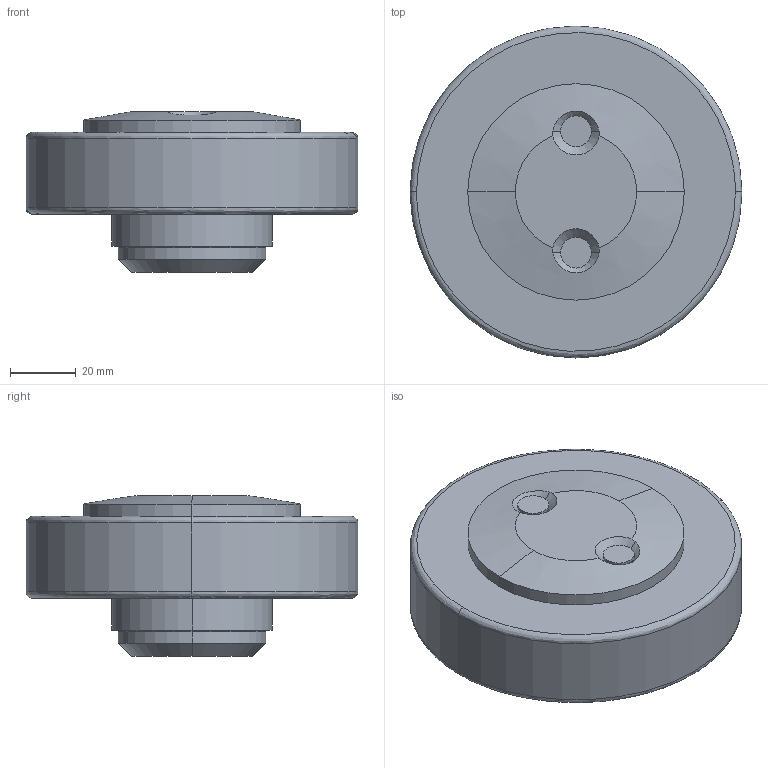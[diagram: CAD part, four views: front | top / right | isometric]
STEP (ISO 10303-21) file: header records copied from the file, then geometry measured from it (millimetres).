
FILE_DESCRIPTION (( 'STEP AP214' ), '1' );
FILE_NAME ('PAS-100.0360-Rollco.step', '2023-04-28T07:44:28', ( '' ), ( '' ), 'SwSTEP 2.0', 'SolidWorks 2010', '' );
FILE_SCHEMA (( 'AUTOMOTIVE_DESIGN' ));
Length unit declared in the file: millimetre
Products named in the file (1): PAS-100.0360-Rollco
Bounding box: 101.2 x 101.2 x 49 mm (x, y, z)
Volume: 248422.6 mm3; surface area: 27057.7 mm2
Topology: 1 solids, 1 shells, 47 faces, 98 edges, 58 vertices
Faces by surface type: cylinder 20, cone 12, plane 9, bspline 6
Entity records: 2002 total; most frequent: CARTESIAN_POINT 611, DIRECTION 224, ORIENTED_EDGE 196, EDGE_CURVE 98, AXIS2_PLACEMENT_3D 96, VERTEX_POINT 58, CIRCLE 54, EDGE_LOOP 52
